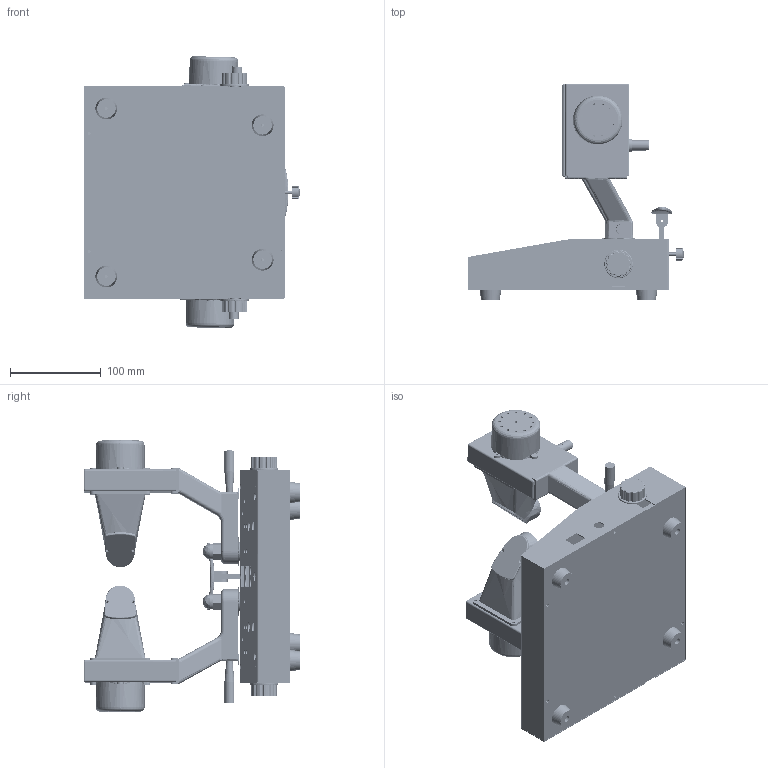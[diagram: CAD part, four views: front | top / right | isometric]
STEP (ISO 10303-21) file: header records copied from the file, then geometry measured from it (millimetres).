
FILE_DESCRIPTION(('FreeCAD Model'),'2;1');
FILE_NAME('Open CASCADE Shape Model','2025-04-29T14:09:18',('FreeCAD'),( 'FreeCAD'),'Open CASCADE STEP processor 7.6','FreeCAD','Unknown');
FILE_SCHEMA(('AUTOMOTIVE_DESIGN { 1 0 10303 214 1 1 1 1 }'));
Products named in the file (1): Open CASCADE STEP translator 7.6 1
Bounding box: 238.79 x 238.16 x 299.77 mm (x, y, z)
Volume: 664245 mm3; surface area: 742534.6 mm2
Topology: 72 solids, 72 shells, 4482 faces, 12280 edges, 8103 vertices
Faces by surface type: bspline 4482
Entity records: 159629 total; most frequent: CARTESIAN_POINT 90180, ORIENTED_EDGE 24464, EDGE_CURVE 12232, VERTEX_POINT 8103, B_SPLINE_CURVE_WITH_KNOTS 7854, FACE_BOUND 5125, EDGE_LOOP 5125, ADVANCED_FACE 4482
